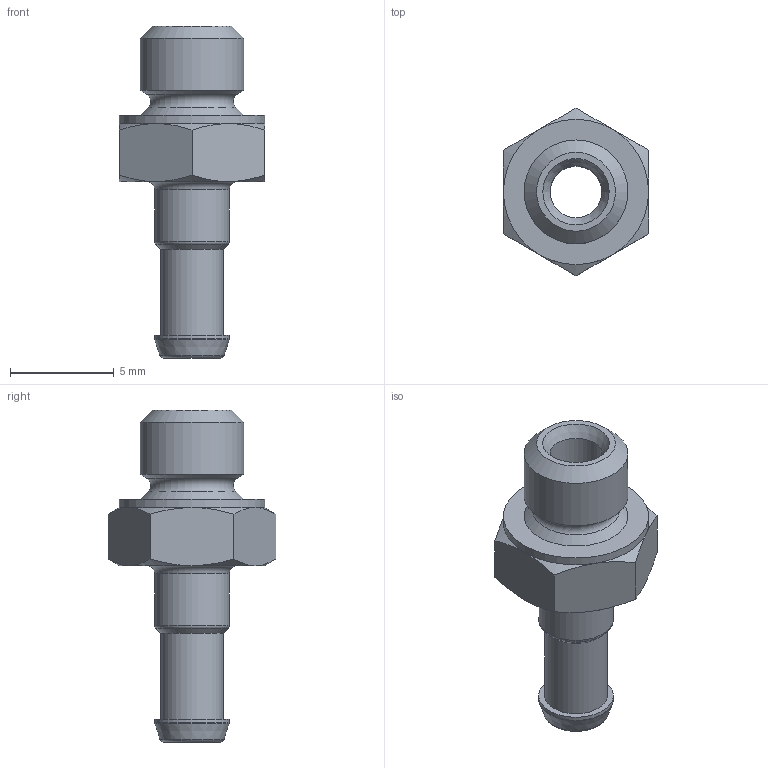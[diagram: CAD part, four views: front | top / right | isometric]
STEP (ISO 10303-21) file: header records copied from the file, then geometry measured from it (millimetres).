
FILE_DESCRIPTION(/* description */ ('STEP AP214'),/* implementation_level */ '2;1');
FILE_NAME(/* name */ '4446_N-M5-PK-3',/* time_stamp */ '2024-09-12T09:14:22+02:00',/* author */ ('License CC BY-ND 4.0'),/* organization */ ('CADENAS'),/* preprocessor_version */ 'ST-DEVELOPER v19.3',/* originating_system */ 'PARTsolutions',/* authorisation */ ' ');
FILE_SCHEMA (('AUTOMOTIVE_DESIGN {1 0 10303 214 3 1 1}'));
Length unit declared in the file: millimetre
Products named in the file (1): 4446 N-M5-PK-3
Bounding box: 7 x 8.08 x 16 mm (x, y, z)
Volume: 202.2 mm3; surface area: 423.9 mm2
Topology: 1 solids, 1 shells, 40 faces, 80 edges, 45 vertices
Faces by surface type: cone 18, plane 11, cylinder 6, torus 5
Full cylindrical faces by diameter (mm): 2.5 x1, 3 x1, 3.6 x2, 5 x1, 7 x1
Entity records: 990 total; most frequent: CARTESIAN_POINT 221, DIRECTION 154, ORIENTED_EDGE 126, AXIS2_PLACEMENT_3D 74, EDGE_CURVE 63, EDGE_LOOP 62, FACE_BOUND 62, VERTEX_POINT 45
